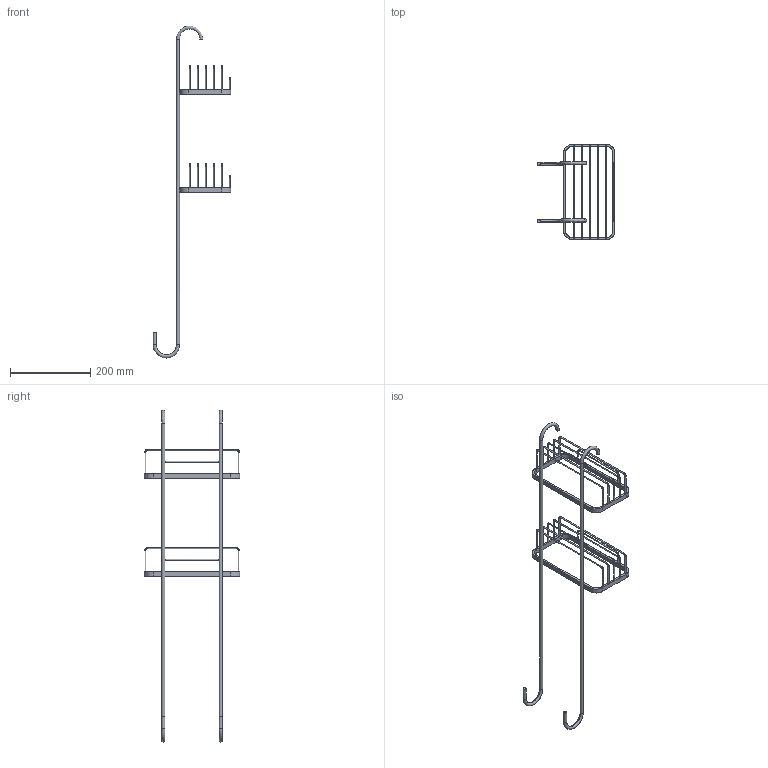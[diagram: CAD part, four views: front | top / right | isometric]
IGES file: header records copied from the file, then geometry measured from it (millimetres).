
Global section: file name: cod.acoapp203.igs,8; native system: HNX V1899; preprocessor: SIEMENS PLM Software NX 1903; date: 20200221.124038; units: millimetre
Bounding box: 194 x 238 x 828 mm (x, y, z)
Surface area: 132018.8 mm2 (no closed solid volume)
Topology: 0 solids, 0 shells, 232 faces, 1492 edges, 1464 vertices
Faces by surface type: bspline 232
